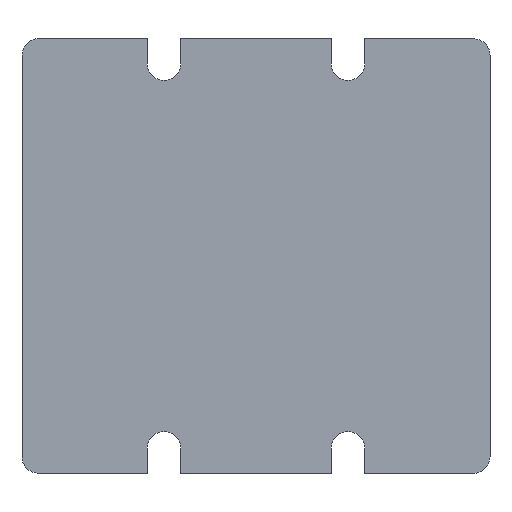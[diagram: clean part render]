
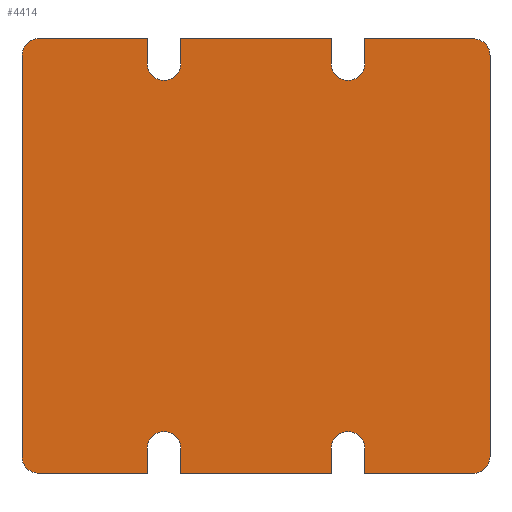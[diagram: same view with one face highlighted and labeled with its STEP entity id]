
A CAD part, front view. The second image highlights one B-rep face of the part: STEP entity #4414.
In plain terms, the highlighted planar face has unit normal (0, -1, 0).
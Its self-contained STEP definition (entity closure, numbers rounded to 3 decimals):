
#2405=CARTESIAN_POINT('POINT81',(-57.15,0.,-165.1));
#2406=VERTEX_POINT('VERTEX81',#2405);
#2413=CARTESIAN_POINT('POINT82',(-57.15,0.,-146.05));
#2414=VERTEX_POINT('VERTEX82',#2413);
#2415=CARTESIAN_POINT('POS135',(-57.15,0.,0.));
#2416=DIRECTION('DIR197',(0.,0.,1.));
#2417=VECTOR('VEC73',#2416,1.);
#2418=LINE('STRAIGHT73',#2415,#2417);
#2419=EDGE_CURVE('EDGE113',#2406,#2414,#2418,.T.);
#2437=CARTESIAN_POINT('POINT83',(-82.55,0.,-146.05));
#2438=VERTEX_POINT('VERTEX83',#2437);
#2439=CARTESIAN_POINT('POS138',(-69.85,0.,-146.05));
#2440=DIRECTION('DIR201',(0.,-1.,0.));
#2441=DIRECTION('DIR202',(-1.,0.,0.));
#2442=AXIS2_PLACEMENT_3D('AXIS64',#2439,#2440,#2441);
#2443=CIRCLE('ELLIPSE32',#2442,12.7);
#2444=EDGE_CURVE('EDGE115',#2414,#2438,#2443,.T.);
#2462=CARTESIAN_POINT('POINT84',(-82.55,0.,-165.1));
#2463=VERTEX_POINT('VERTEX84',#2462);
#2464=CARTESIAN_POINT('POS141',(-82.55,0.,
   9.525));
#2465=DIRECTION('DIR206',(0.,0.,-1.));
#2466=VECTOR('VEC76',#2465,1.);
#2467=LINE('STRAIGHT76',#2464,#2466);
#2468=EDGE_CURVE('EDGE117',#2463,#2438,#2467,.F.);
#2486=CARTESIAN_POINT('POINT85',(-165.051,0.,
   165.1));
#2487=VERTEX_POINT('VERTEX85',#2486);
#2494=CARTESIAN_POINT('POINT86',(-82.55,0.,165.1));
#2495=VERTEX_POINT('VERTEX86',#2494);
#2496=CARTESIAN_POINT('POS145',(-177.8,0.,165.1));
#2497=DIRECTION('DIR211',(1.,0.,0.));
#2498=VECTOR('VEC79',#2497,1.);
#2499=LINE('STRAIGHT79',#2496,#2498);
#2500=EDGE_CURVE('EDGE120',#2487,#2495,#2499,.T.);
#2519=CARTESIAN_POINT('POINT87',(-82.55,0.,146.05));
#2520=VERTEX_POINT('VERTEX87',#2519);
#2521=CARTESIAN_POINT('POS148',(-82.55,0.,155.575));
#2522=DIRECTION('DIR215',(0.,0.,1.));
#2523=VECTOR('VEC81',#2522,1.);
#2524=LINE('STRAIGHT81',#2521,#2523);
#2525=EDGE_CURVE('EDGE122',#2495,#2520,#2524,.F.);
#2543=CARTESIAN_POINT('POINT88',(-57.15,0.,146.05));
#2544=VERTEX_POINT('VERTEX88',#2543);
#2545=CARTESIAN_POINT('POS151',(-69.85,0.,146.05));
#2546=DIRECTION('DIR219',(0.,-1.,0.));
#2547=DIRECTION('DIR220',(-1.,0.,0.));
#2548=AXIS2_PLACEMENT_3D('AXIS69',#2545,#2546,#2547);
#2549=CIRCLE('ELLIPSE33',#2548,12.7);
#2550=EDGE_CURVE('EDGE124',#2520,#2544,#2549,.T.);
#2568=CARTESIAN_POINT('POINT89',(-57.15,0.,165.1));
#2569=VERTEX_POINT('VERTEX89',#2568);
#2570=CARTESIAN_POINT('POS154',(-57.15,0.,165.1));
#2571=DIRECTION('DIR224',(0.,0.,-1.));
#2572=VECTOR('VEC84',#2571,1.);
#2573=LINE('STRAIGHT84',#2570,#2572);
#2574=EDGE_CURVE('EDGE126',#2569,#2544,#2573,.T.);
#2593=CARTESIAN_POINT('POINT90',(57.15,0.,165.1));
#2594=VERTEX_POINT('VERTEX90',#2593);
#2595=CARTESIAN_POINT('POS157',(-177.8,0.,165.1));
#2596=DIRECTION('DIR228',(1.,0.,0.));
#2597=VECTOR('VEC86',#2596,1.);
#2598=LINE('STRAIGHT86',#2595,#2597);
#2599=EDGE_CURVE('EDGE128',#2569,#2594,#2598,.T.);
#2620=CARTESIAN_POINT('POINT91',(57.15,0.,146.05));
#2621=VERTEX_POINT('VERTEX91',#2620);
#2622=CARTESIAN_POINT('POS160',(57.15,0.,165.1));
#2623=DIRECTION('DIR232',(0.,0.,-1.));
#2624=VECTOR('VEC88',#2623,1.);
#2625=LINE('STRAIGHT88',#2622,#2624);
#2626=EDGE_CURVE('EDGE130',#2594,#2621,#2625,.T.);
#2644=CARTESIAN_POINT('POINT92',(82.55,0.,146.05));
#2645=VERTEX_POINT('VERTEX92',#2644);
#2646=CARTESIAN_POINT('POS163',(69.85,0.,146.05));
#2647=DIRECTION('DIR236',(0.,-1.,0.));
#2648=DIRECTION('DIR237',(1.,0.,0.));
#2649=AXIS2_PLACEMENT_3D('AXIS74',#2646,#2647,#2648);
#2650=CIRCLE('ELLIPSE34',#2649,12.7);
#2651=EDGE_CURVE('EDGE132',#2621,#2645,#2650,.T.);
#2669=CARTESIAN_POINT('POINT93',(82.55,0.,165.1));
#2670=VERTEX_POINT('VERTEX93',#2669);
#2671=CARTESIAN_POINT('POS166',(82.55,0.,155.575));
#2672=DIRECTION('DIR241',(0.,0.,1.));
#2673=VECTOR('VEC91',#2672,1.);
#2674=LINE('STRAIGHT91',#2671,#2673);
#2675=EDGE_CURVE('EDGE134',#2670,#2645,#2674,.F.);
#2694=CARTESIAN_POINT('POINT94',(165.051,0.,165.1
   ));
#2695=VERTEX_POINT('VERTEX94',#2694);
#2696=CARTESIAN_POINT('POS169',(-177.8,0.,165.1));
#2697=DIRECTION('DIR245',(1.,0.,0.));
#2698=VECTOR('VEC93',#2697,1.);
#2699=LINE('STRAIGHT93',#2696,#2698);
#2700=EDGE_CURVE('EDGE136',#2670,#2695,#2699,.T.);
#2720=CARTESIAN_POINT('POINT95',(177.8,0.,152.4));
#2721=VERTEX_POINT('VERTEX95',#2720);
#2722=CARTESIAN_POINT('POS172',(165.051,0.,
   152.4));
#2723=DIRECTION('DIR249',(0.,-1.,0.));
#2724=DIRECTION('DIR250',(1.,0.,0.));
#2725=AXIS2_PLACEMENT_3D('AXIS78',#2722,#2723,#2724);
#2726=ELLIPSE('ELLIPSE35',#2725,12.749,12.7);
#2727=EDGE_CURVE('EDGE138',#2721,#2695,#2726,.T.);
#2743=CARTESIAN_POINT('POINT96',(177.8,0.,-152.4));
#2744=VERTEX_POINT('VERTEX96',#2743);
#2745=CARTESIAN_POINT('POINT97',(165.051,0.,
   -165.1));
#2746=VERTEX_POINT('VERTEX97',#2745);
#2747=CARTESIAN_POINT('POS175',(165.051,0.,
   -152.4));
#2748=DIRECTION('DIR254',(0.,-1.,0.));
#2749=DIRECTION('DIR255',(1.,0.,0.));
#2750=AXIS2_PLACEMENT_3D('AXIS80',#2747,#2748,#2749);
#2751=ELLIPSE('ELLIPSE36',#2750,12.749,12.7);
#2752=EDGE_CURVE('EDGE140',#2744,#2746,#2751,.F.);
#2777=CARTESIAN_POINT('POINT98',(82.55,0.,-165.1));
#2778=VERTEX_POINT('VERTEX98',#2777);
#2779=CARTESIAN_POINT('POS179',(-177.8,0.,-165.1));
#2780=DIRECTION('DIR260',(1.,0.,0.));
#2781=VECTOR('VEC98',#2780,1.);
#2782=LINE('STRAIGHT98',#2779,#2781);
#2783=EDGE_CURVE('EDGE143',#2778,#2746,#2782,.T.);
#2802=CARTESIAN_POINT('POINT99',(82.55,0.,-146.05));
#2803=VERTEX_POINT('VERTEX99',#2802);
#2804=CARTESIAN_POINT('POS182',(82.55,0.,
   9.525));
#2805=DIRECTION('DIR264',(0.,0.,-1.));
#2806=VECTOR('VEC100',#2805,1.);
#2807=LINE('STRAIGHT100',#2804,#2806);
#2808=EDGE_CURVE('EDGE145',#2778,#2803,#2807,.F.);
#2826=CARTESIAN_POINT('POINT100',(57.15,0.,-146.05));
#2827=VERTEX_POINT('VERTEX100',#2826);
#2828=CARTESIAN_POINT('POS185',(69.85,0.,-146.05));
#2829=DIRECTION('DIR268',(0.,-1.,0.));
#2830=DIRECTION('DIR269',(1.,0.,0.));
#2831=AXIS2_PLACEMENT_3D('AXIS84',#2828,#2829,#2830);
#2832=CIRCLE('ELLIPSE37',#2831,12.7);
#2833=EDGE_CURVE('EDGE147',#2803,#2827,#2832,.T.);
#2851=CARTESIAN_POINT('POINT101',(57.15,0.,-165.1));
#2852=VERTEX_POINT('VERTEX101',#2851);
#2853=CARTESIAN_POINT('POS188',(57.15,0.,0.));
#2854=DIRECTION('DIR273',(0.,0.,1.));
#2855=VECTOR('VEC103',#2854,1.);
#2856=LINE('STRAIGHT103',#2853,#2855);
#2857=EDGE_CURVE('EDGE149',#2852,#2827,#2856,.T.);
#2878=CARTESIAN_POINT('POS191',(-177.8,0.,-165.1));
#2879=DIRECTION('DIR277',(1.,0.,0.));
#2880=VECTOR('VEC105',#2879,1.);
#2881=LINE('STRAIGHT105',#2878,#2880);
#2882=EDGE_CURVE('EDGE151',#2406,#2852,#2881,.T.);
#2897=CARTESIAN_POINT('POINT102',(-165.051,0.,
   -165.1));
#2898=VERTEX_POINT('VERTEX102',#2897);
#2899=CARTESIAN_POINT('POS193',(-177.8,0.,-165.1));
#2900=DIRECTION('DIR280',(1.,0.,0.));
#2901=VECTOR('VEC106',#2900,1.);
#2902=LINE('STRAIGHT106',#2899,#2901);
#2903=EDGE_CURVE('EDGE152',#2898,#2463,#2902,.T.);
#3191=CARTESIAN_POINT('POS226',(177.8,0.,
   168.075));
#3192=DIRECTION('DIR322',(0.,0.,-1.));
#3193=VECTOR('VEC130',#3192,1.);
#3194=LINE('STRAIGHT130',#3191,#3193);
#3195=EDGE_CURVE('EDGE180',#2721,#2744,#3194,.T.);
#4345=CARTESIAN_POINT('POINT144',(-177.8,0.,152.4));
#4346=VERTEX_POINT('VERTEX144',#4345);
#4347=CARTESIAN_POINT('POS283',(-165.051,0.,
   152.4));
#4348=DIRECTION('DIR399',(0.,-1.,0.));
#4349=DIRECTION('DIR400',(-1.,0.,0.));
#4350=AXIS2_PLACEMENT_3D('AXIS117',#4347,#4348,#4349);
#4351=ELLIPSE('ELLIPSE42',#4350,12.749,12.7);
#4352=EDGE_CURVE('EDGE221',#4346,#2487,#4351,.F.);
#4370=ORIENTED_EDGE('COEDGE393',*,*,#2882,.T.);
#4371=ORIENTED_EDGE('COEDGE394',*,*,#2857,.T.);
#4372=ORIENTED_EDGE('COEDGE395',*,*,#2833,.F.);
#4373=ORIENTED_EDGE('COEDGE396',*,*,#2808,.F.);
#4374=ORIENTED_EDGE('COEDGE397',*,*,#2783,.T.);
#4375=ORIENTED_EDGE('COEDGE398',*,*,#2752,.F.);
#4376=ORIENTED_EDGE('COEDGE399',*,*,#3195,.F.);
#4377=ORIENTED_EDGE('COEDGE400',*,*,#2727,.T.);
#4378=ORIENTED_EDGE('COEDGE401',*,*,#2700,.F.);
#4379=ORIENTED_EDGE('COEDGE402',*,*,#2675,.T.);
#4380=ORIENTED_EDGE('COEDGE403',*,*,#2651,.F.);
#4381=ORIENTED_EDGE('COEDGE404',*,*,#2626,.F.);
#4382=ORIENTED_EDGE('COEDGE405',*,*,#2599,.F.);
#4383=ORIENTED_EDGE('COEDGE406',*,*,#2574,.T.);
#4384=ORIENTED_EDGE('COEDGE407',*,*,#2550,.F.);
#4385=ORIENTED_EDGE('COEDGE408',*,*,#2525,.F.);
#4386=ORIENTED_EDGE('COEDGE409',*,*,#2500,.F.);
#4387=ORIENTED_EDGE('COEDGE410',*,*,#4352,.F.);
#4388=CARTESIAN_POINT('POINT145',(-177.8,0.,
   -152.4));
#4389=VERTEX_POINT('VERTEX145',#4388);
#4390=CARTESIAN_POINT('POS286',(-177.8,0.,
   168.075));
#4391=DIRECTION('DIR404',(0.,0.,-1.));
#4392=VECTOR('VEC168',#4391,1.);
#4393=LINE('STRAIGHT168',#4390,#4392);
#4394=EDGE_CURVE('EDGE223',#4346,#4389,#4393,.T.);
#4395=ORIENTED_EDGE('COEDGE411',*,*,#4394,.T.);
#4396=CARTESIAN_POINT('POS287',(-165.051,0.,
   -152.4));
#4397=DIRECTION('DIR405',(0.,-1.,0.));
#4398=DIRECTION('DIR406',(-1.,0.,0.));
#4399=AXIS2_PLACEMENT_3D('AXIS119',#4396,#4397,#4398);
#4400=ELLIPSE('ELLIPSE43',#4399,12.749,12.7);
#4401=EDGE_CURVE('EDGE224',#4389,#2898,#4400,.T.);
#4402=ORIENTED_EDGE('COEDGE412',*,*,#4401,.T.);
#4403=ORIENTED_EDGE('COEDGE413',*,*,#2903,.T.);
#4404=ORIENTED_EDGE('COEDGE414',*,*,#2468,.T.);
#4405=ORIENTED_EDGE('COEDGE415',*,*,#2444,.F.);
#4406=ORIENTED_EDGE('COEDGE416',*,*,#2419,.F.);
#4407=EDGE_LOOP('NONE',(#4370,#4371,#4372,#4373,#4374,#4375,#4376,#4377,
   #4378,#4379,#4380,#4381,#4382,#4383,#4384,#4385,#4386,#4387,#4395,
   #4402,#4403,#4404,#4405,#4406));
#4408=FACE_BOUND('LOOP1',#4407,.T.);
#4409=CARTESIAN_POINT('POS288',(-177.8,0.,165.1));
#4410=DIRECTION('DIR407',(0.,-1.,0.));
#4411=DIRECTION('DIR408',(1.,0.,0.));
#4412=AXIS2_PLACEMENT_3D('AXIS120',#4409,#4410,#4411);
#4413=PLANE('PLANE48',#4412);
#4414=ADVANCED_FACE('FACE80',(#4408),#4413,.T.);
